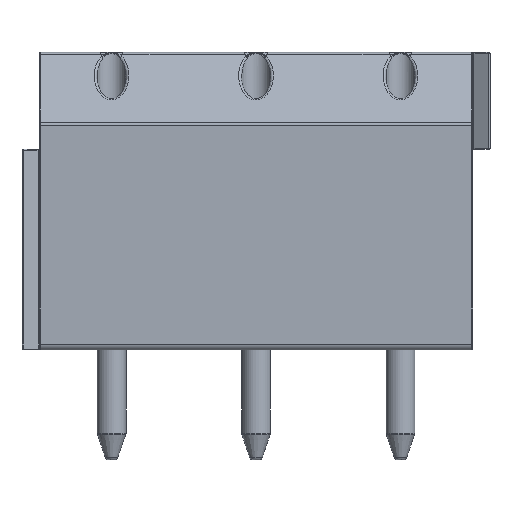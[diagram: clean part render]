
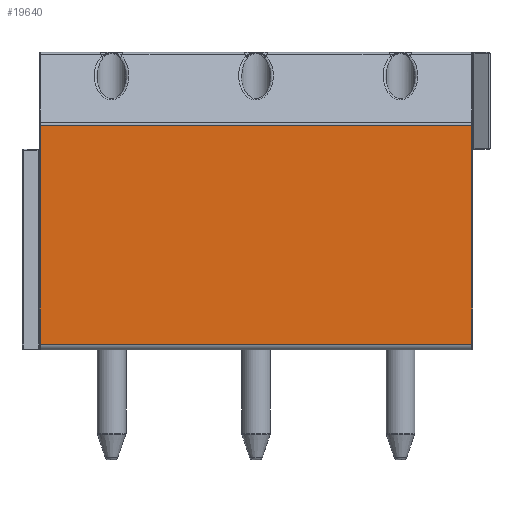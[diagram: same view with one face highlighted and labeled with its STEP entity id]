
A CAD part, front view. The second image highlights one B-rep face of the part: STEP entity #19640.
In plain terms, the highlighted planar face has unit normal (0, -1, 0).
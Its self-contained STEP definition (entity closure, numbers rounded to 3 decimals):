
#325=PLANE('',#20872);
#1919=LINE('',#36822,#3110);
#1984=LINE('',#37156,#3175);
#1985=LINE('',#37160,#3176);
#1986=LINE('',#37161,#3177);
#3110=VECTOR('',#23552,10.);
#3175=VECTOR('',#23799,10.);
#3176=VECTOR('',#23804,10.);
#3177=VECTOR('',#23805,10.);
#4277=FACE_OUTER_BOUND('',#5467,.T.);
#5467=EDGE_LOOP('',(#15114,#15115,#15116,#15117));
#8841=VERTEX_POINT('',#36812);
#8843=VERTEX_POINT('',#36818);
#8910=VERTEX_POINT('',#37155);
#8911=VERTEX_POINT('',#37159);
#11058=EDGE_CURVE('',#8841,#8843,#1919,.T.);
#11177=EDGE_CURVE('',#8843,#8910,#1984,.T.);
#11179=EDGE_CURVE('',#8911,#8841,#1985,.T.);
#11180=EDGE_CURVE('',#8910,#8911,#1986,.T.);
#15114=ORIENTED_EDGE('',*,*,#11058,.F.);
#15115=ORIENTED_EDGE('',*,*,#11179,.F.);
#15116=ORIENTED_EDGE('',*,*,#11180,.F.);
#15117=ORIENTED_EDGE('',*,*,#11177,.F.);
#19640=ADVANCED_FACE('',(#4277),#325,.T.);
#20872=AXIS2_PLACEMENT_3D('',#37158,#23802,#23803);
#23552=DIRECTION('',(0.,0.,-1.));
#23799=DIRECTION('',(-1.,0.,0.));
#23802=DIRECTION('center_axis',(0.,-1.,0.));
#23803=DIRECTION('ref_axis',(0.,0.,-1.));
#23804=DIRECTION('',(1.,0.,0.));
#23805=DIRECTION('',(0.,0.,1.));
#36812=CARTESIAN_POINT('',(7.47,-4.2,7.77));
#36818=CARTESIAN_POINT('',(7.47,-4.2,0.2));
#36822=CARTESIAN_POINT('',(7.47,-4.2,7.725));
#37155=CARTESIAN_POINT('',(-7.47,-4.2,0.2));
#37156=CARTESIAN_POINT('',(-7.5,-4.2,0.2));
#37158=CARTESIAN_POINT('Origin',(-7.5,-4.2,10.3));
#37159=CARTESIAN_POINT('',(-7.47,-4.2,7.77));
#37160=CARTESIAN_POINT('',(2.5,-4.2,7.77));
#37161=CARTESIAN_POINT('',(-7.47,-4.2,7.725));
